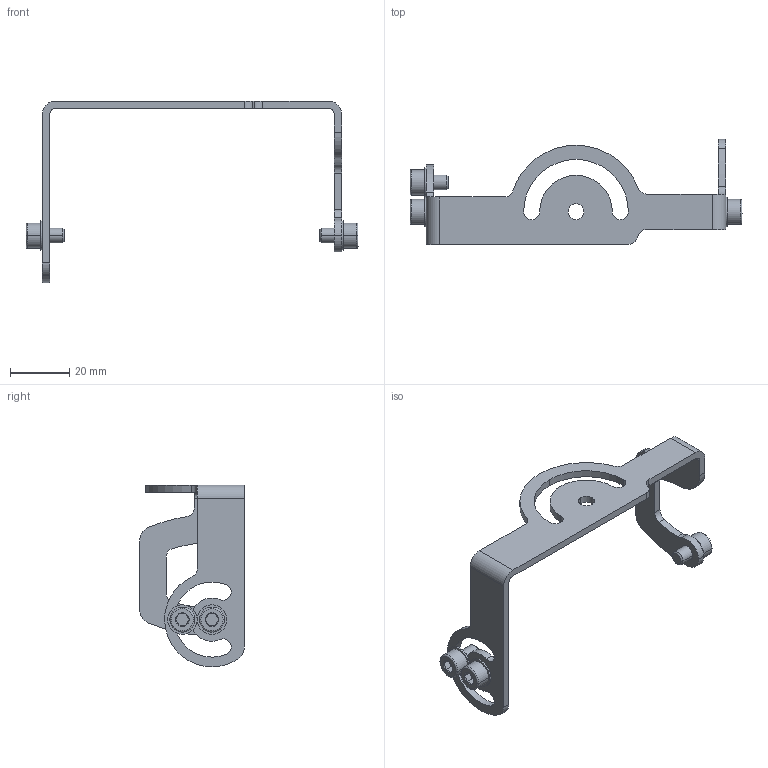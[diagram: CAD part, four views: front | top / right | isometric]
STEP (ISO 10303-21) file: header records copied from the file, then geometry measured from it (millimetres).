
FILE_DESCRIPTION(('OneSpaceDesigner STEP Export'),'2;1');
FILE_NAME('2042800_Befestigungswinkel_m_Schrauben.stp','2010-02-09T10:48:25',('SICK AG'),('SICK AG'),'CoCreate Modeling STEP processor for AP214 (Solid Model)','CoCreate Modeling 16.00 13-May-2008 (C) Parametric Technology GmbH','');
FILE_SCHEMA(('AUTOMOTIVE_DESIGN { 1 0 10303 214 1 1 1 1 }'));
Length unit declared in the file: millimetre
Products named in the file (4): 5301507_Federschb_A5_DIN137_01; 4050864_Schr.In6kt_M5x8_DIN_912_01; 4051085_Haltebuegel; 2042800_Befestigungswinkel_m_Schrauben
Assembly tree (7 placements, depth 2):
  2042800_Befestigungswinkel_m_Schrauben
    4050864_Schr.In6kt_M5x8_DIN_912_01  x3
    4051085_Haltebuegel
    5301507_Federschb_A5_DIN137_01  x3
Bounding box: 112.3 x 35.5 x 61.5 mm (x, y, z)
Volume: 9813 mm3; surface area: 10347.7 mm2
Topology: 7 solids, 7 shells, 158 faces, 360 edges, 222 vertices
Faces by surface type: cylinder 79, plane 49, cone 24, torus 6
Entity records: 3137 total; most frequent: CARTESIAN_POINT 787, ORIENTED_EDGE 480, DIRECTION 426, EDGE_CURVE 240, AXIS2_PLACEMENT_3D 160, VERTEX_POINT 155, EDGE_LOOP 108, VECTOR 106
